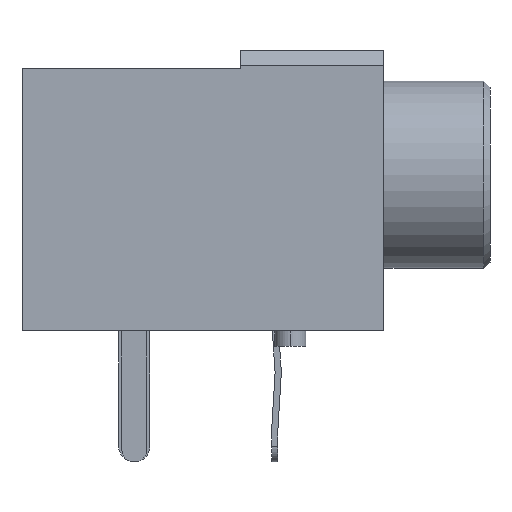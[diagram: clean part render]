
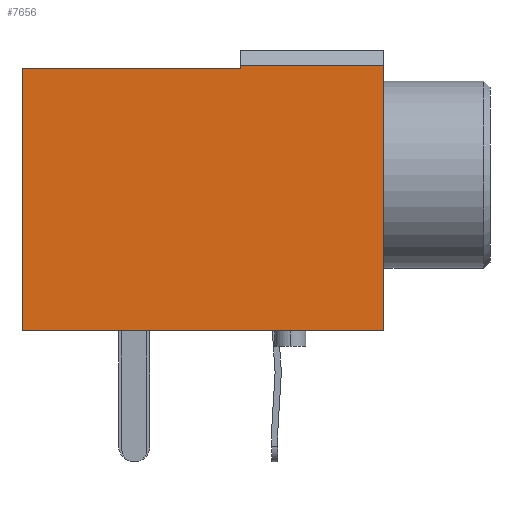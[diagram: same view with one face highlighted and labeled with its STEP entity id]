
A CAD part, left-side view. The second image highlights one B-rep face of the part: STEP entity #7656.
In plain terms, the highlighted planar face has unit normal (-1, 0, 0).
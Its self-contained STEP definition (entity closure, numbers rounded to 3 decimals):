
#327 = VERTEX_POINT ( 'NONE', #5892 ) ;
#1258 = VECTOR ( 'NONE', #14849, 1000. ) ;
#1667 = VERTEX_POINT ( 'NONE', #14718 ) ;
#1851 = LINE ( 'NONE', #7728, #16027 ) ;
#2643 = CARTESIAN_POINT ( 'NONE',  ( -5.95, 7.55, 4.5 ) ) ;
#3244 = EDGE_CURVE ( 'NONE', #1667, #3262, #3921, .T. ) ;
#3262 = VERTEX_POINT ( 'NONE', #17928 ) ;
#3451 = LINE ( 'NONE', #9189, #9378 ) ;
#3464 = ORIENTED_EDGE ( 'NONE', *, *, #4956, .T. ) ;
#3471 = EDGE_LOOP ( 'NONE', ( #3464, #8849, #7309, #17505, #16556, #6760 ) ) ;
#3569 = PLANE ( 'NONE',  #11343 ) ;
#3689 = VECTOR ( 'NONE', #13330, 1000. ) ;
#3921 = LINE ( 'NONE', #19205, #1258 ) ;
#4761 = DIRECTION ( 'NONE',  ( 0., -1., 0. ) ) ;
#4807 = EDGE_CURVE ( 'NONE', #327, #16972, #19004, .T. ) ;
#4956 = EDGE_CURVE ( 'NONE', #16972, #8035, #7659, .T. ) ;
#5892 = CARTESIAN_POINT ( 'NONE',  ( -5.95, 7.55, 3.9 ) ) ;
#6575 = VECTOR ( 'NONE', #15933, 1000. ) ;
#6760 = ORIENTED_EDGE ( 'NONE', *, *, #4807, .T. ) ;
#7309 = ORIENTED_EDGE ( 'NONE', *, *, #3244, .T. ) ;
#7656 = ADVANCED_FACE ( 'NONE', ( #12797 ), #3569, .F. ) ;
#7659 = LINE ( 'NONE', #9129, #3689 ) ;
#7675 = CARTESIAN_POINT ( 'NONE',  ( -5.95, -4.05, -4.5 ) ) ;
#7728 = CARTESIAN_POINT ( 'NONE',  ( -5.95, 7.55, 3.9 ) ) ;
#8035 = VERTEX_POINT ( 'NONE', #7675 ) ;
#8849 = ORIENTED_EDGE ( 'NONE', *, *, #12107, .F. ) ;
#9129 = CARTESIAN_POINT ( 'NONE',  ( -5.95, 7.55, -4.5 ) ) ;
#9189 = CARTESIAN_POINT ( 'NONE',  ( -5.95, 0.55, 3.9 ) ) ;
#9378 = VECTOR ( 'NONE', #10667, 1000. ) ;
#9585 = CARTESIAN_POINT ( 'NONE',  ( -5.95, 7.55, -4.5 ) ) ;
#10667 = DIRECTION ( 'NONE',  ( 0., 0., 1. ) ) ;
#11196 = DIRECTION ( 'NONE',  ( 0., 1., 0. ) ) ;
#11343 = AXIS2_PLACEMENT_3D ( 'NONE', #2643, #18775, #11196 ) ;
#11889 = VERTEX_POINT ( 'NONE', #16021 ) ;
#12107 = EDGE_CURVE ( 'NONE', #1667, #8035, #14317, .T. ) ;
#12797 = FACE_OUTER_BOUND ( 'NONE', #3471, .T. ) ;
#13106 = CARTESIAN_POINT ( 'NONE',  ( -5.95, -4.05, 4.5 ) ) ;
#13132 = CARTESIAN_POINT ( 'NONE',  ( -5.95, 7.55, 4.5 ) ) ;
#13330 = DIRECTION ( 'NONE',  ( 0., -1., 0. ) ) ;
#14305 = VECTOR ( 'NONE', #17397, 1000. ) ;
#14317 = LINE ( 'NONE', #13106, #14305 ) ;
#14718 = CARTESIAN_POINT ( 'NONE',  ( -5.95, -4.05, 4. ) ) ;
#14849 = DIRECTION ( 'NONE',  ( 0., 1., 0. ) ) ;
#15933 = DIRECTION ( 'NONE',  ( 0., 0., -1. ) ) ;
#16021 = CARTESIAN_POINT ( 'NONE',  ( -5.95, 0.55, 3.9 ) ) ;
#16027 = VECTOR ( 'NONE', #4761, 1000. ) ;
#16107 = EDGE_CURVE ( 'NONE', #327, #11889, #1851, .T. ) ;
#16556 = ORIENTED_EDGE ( 'NONE', *, *, #16107, .F. ) ;
#16972 = VERTEX_POINT ( 'NONE', #9585 ) ;
#16981 = EDGE_CURVE ( 'NONE', #11889, #3262, #3451, .T. ) ;
#17397 = DIRECTION ( 'NONE',  ( 0., 0., -1. ) ) ;
#17505 = ORIENTED_EDGE ( 'NONE', *, *, #16981, .F. ) ;
#17928 = CARTESIAN_POINT ( 'NONE',  ( -5.95, 0.55, 4. ) ) ;
#18775 = DIRECTION ( 'NONE',  ( 1., 0., 0. ) ) ;
#19004 = LINE ( 'NONE', #13132, #6575 ) ;
#19205 = CARTESIAN_POINT ( 'NONE',  ( -5.95, 7.55, 4. ) ) ;
